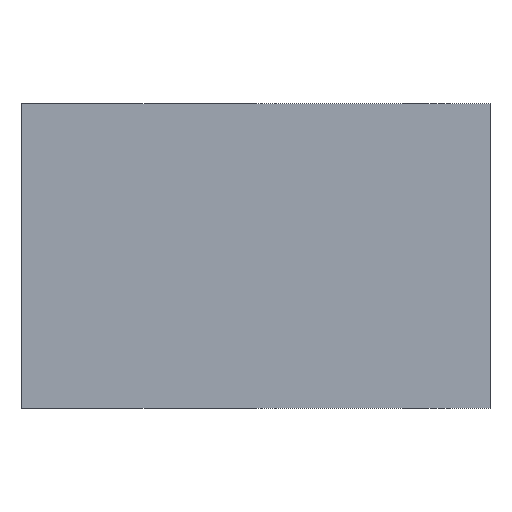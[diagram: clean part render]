
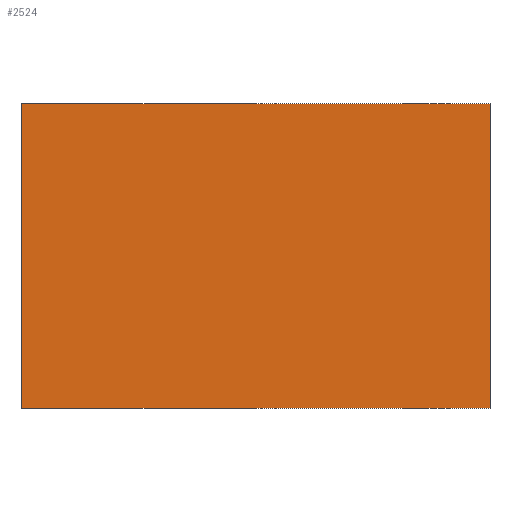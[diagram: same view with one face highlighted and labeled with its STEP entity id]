
A CAD part, front view. The second image highlights one B-rep face of the part: STEP entity #2524.
In plain terms, the highlighted planar face has unit normal (0, -1, 0).
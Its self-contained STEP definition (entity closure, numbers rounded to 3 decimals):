
#186=LINE('',#3855,#360);
#202=LINE('',#3916,#376);
#245=LINE('',#4220,#419);
#247=LINE('',#4229,#421);
#360=VECTOR('',#3036,1000.);
#376=VECTOR('',#3086,1000.);
#419=VECTOR('',#3267,1000.);
#421=VECTOR('',#3277,1000.);
#737=ORIENTED_EDGE('',*,*,#1364,.T.);
#738=ORIENTED_EDGE('',*,*,#1226,.F.);
#739=ORIENTED_EDGE('',*,*,#1359,.F.);
#740=ORIENTED_EDGE('',*,*,#1255,.T.);
#1226=EDGE_CURVE('',#1564,#1565,#186,.T.);
#1255=EDGE_CURVE('',#1593,#1592,#202,.T.);
#1359=EDGE_CURVE('',#1593,#1564,#245,.T.);
#1364=EDGE_CURVE('',#1592,#1565,#247,.T.);
#1564=VERTEX_POINT('',#3854);
#1565=VERTEX_POINT('',#3856);
#1592=VERTEX_POINT('',#3915);
#1593=VERTEX_POINT('',#3917);
#1957=EDGE_LOOP('',(#737,#738,#739,#740));
#2207=FACE_BOUND('',#1957,.T.);
#2418=PLANE('',#2773);
#2524=ADVANCED_FACE('',(#2207),#2418,.F.);
#2773=AXIS2_PLACEMENT_3D('',#4230,#3278,#3279);
#3036=DIRECTION('',(0.,0.,-1.));
#3086=DIRECTION('',(0.,0.,-1.));
#3267=DIRECTION('',(1.,0.,0.));
#3277=DIRECTION('',(1.,0.,0.));
#3278=DIRECTION('',(0.,1.,0.));
#3279=DIRECTION('',(0.,0.,1.));
#3854=CARTESIAN_POINT('',(40.,0.,26.));
#3855=CARTESIAN_POINT('',(40.,0.,26.));
#3856=CARTESIAN_POINT('',(40.,0.,-26.));
#3915=CARTESIAN_POINT('',(-40.,0.,-26.));
#3916=CARTESIAN_POINT('',(-40.,0.,26.));
#3917=CARTESIAN_POINT('',(-40.,0.,26.));
#4220=CARTESIAN_POINT('',(-40.,0.,26.));
#4229=CARTESIAN_POINT('',(-40.,0.,-26.));
#4230=CARTESIAN_POINT('',(-40.,0.,26.));
